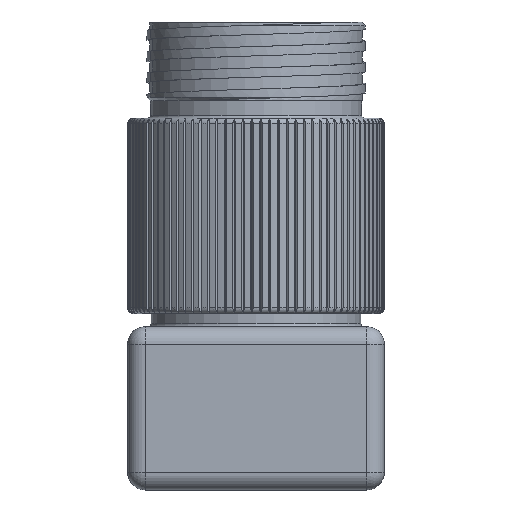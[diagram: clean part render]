
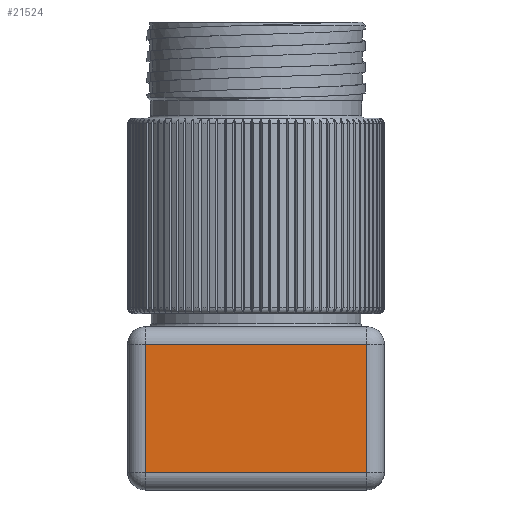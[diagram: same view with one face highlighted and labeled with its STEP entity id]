
A CAD part, front view. The second image highlights one B-rep face of the part: STEP entity #21524.
In plain terms, the highlighted planar face has unit normal (0, -1, 0).
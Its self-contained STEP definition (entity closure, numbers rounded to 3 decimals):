
#596=PLANE('',#22871);
#1314=FACE_OUTER_BOUND('',#2529,.T.);
#2529=EDGE_LOOP('',(#13946,#13947,#13948,#13949));
#5633=LINE('',#32464,#6906);
#5639=LINE('',#32487,#6912);
#5644=LINE('',#32503,#6917);
#5646=LINE('',#32506,#6919);
#6906=VECTOR('',#25364,1000.);
#6912=VECTOR('',#25392,1000.);
#6917=VECTOR('',#25415,1000.);
#6919=VECTOR('',#25419,1000.);
#8260=VERTEX_POINT('',#32457);
#8263=VERTEX_POINT('',#32462);
#8266=VERTEX_POINT('',#32480);
#8269=VERTEX_POINT('',#32485);
#10483=EDGE_CURVE('',#8260,#8263,#5633,.T.);
#10495=EDGE_CURVE('',#8266,#8269,#5639,.T.);
#10504=EDGE_CURVE('',#8263,#8266,#5644,.T.);
#10506=EDGE_CURVE('',#8269,#8260,#5646,.T.);
#13946=ORIENTED_EDGE('',*,*,#10504,.T.);
#13947=ORIENTED_EDGE('',*,*,#10495,.T.);
#13948=ORIENTED_EDGE('',*,*,#10506,.T.);
#13949=ORIENTED_EDGE('',*,*,#10483,.T.);
#21524=ADVANCED_FACE('',(#1314),#596,.T.);
#22871=AXIS2_PLACEMENT_3D('',#32513,#25427,#25428);
#25364=DIRECTION('',(1.,0.,0.));
#25392=DIRECTION('',(-1.,0.,0.));
#25415=DIRECTION('',(0.,0.,1.));
#25419=DIRECTION('',(0.,0.,-1.));
#25427=DIRECTION('center_axis',(0.,-1.,0.));
#25428=DIRECTION('ref_axis',(0.,0.,1.));
#32457=CARTESIAN_POINT('',(-15.075,-17.469,53.191));
#32462=CARTESIAN_POINT('',(15.075,-17.469,53.191));
#32464=CARTESIAN_POINT('',(15.075,-17.469,53.191));
#32480=CARTESIAN_POINT('',(15.075,-17.469,70.641));
#32485=CARTESIAN_POINT('',(-15.075,-17.469,70.641));
#32487=CARTESIAN_POINT('',(-15.075,-17.469,70.641));
#32503=CARTESIAN_POINT('',(15.075,-17.469,88.903));
#32506=CARTESIAN_POINT('',(-15.075,-17.469,88.903));
#32513=CARTESIAN_POINT('Origin',(0.,-17.469,88.903));
